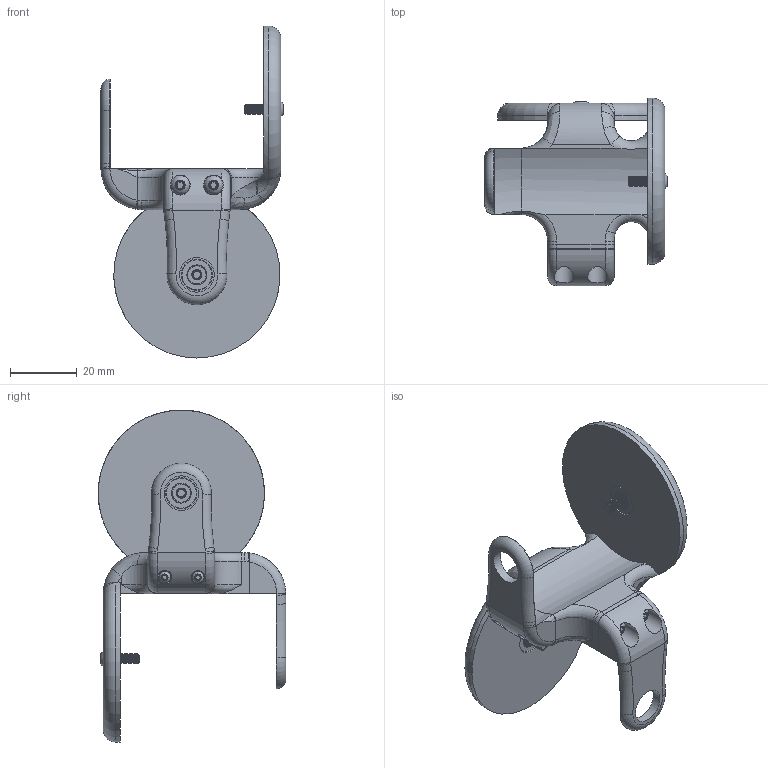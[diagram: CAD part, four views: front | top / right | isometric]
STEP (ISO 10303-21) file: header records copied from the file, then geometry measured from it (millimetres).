
FILE_DESCRIPTION(/* description */ (''),/* implementation_level */ '2;1');
FILE_NAME(/* name */ 'Snodo v5.step',/* time_stamp */ '2020-10-13T14:04:48+02:00',/* author */ (''),/* organization */ (''),/* preprocessor_version */ 'ST-DEVELOPER v18.1',/* originating_system */ 'Autodesk Translation Framework v9.3.0.1241',/* authorisation */ '');
FILE_SCHEMA (('AUTOMOTIVE_DESIGN { 1 0 10303 214 3 1 1 }'));
Length unit declared in the file: millimetre
Products named in the file (3): Snodo; 97763A409; 96452A713
Assembly tree (5 placements, depth 2):
  Snodo
    96452A713  x3
    97763A409  x2
Bounding box: 54.8 x 56.36 x 99.81 mm (x, y, z)
Volume: 35471.7 mm3; surface area: 21638 mm2
Topology: 11 solids, 11 shells, 971 faces, 2629 edges, 1715 vertices
Faces by surface type: cylinder 514, plane 339, bspline 43, cone 42, torus 27, sphere 6
Full cylindrical faces by diameter (mm): 1.48 x50, 1.5 x32, 2 x48, 2.2 x2, 2.3 x3, 2.35 x80, 3 x75, 3.5 x2, 4 x1, 4.2 x1, 4.5 x2, 5.7 x4, 5.75 x2, 6 x2, 6.4 x2, 7.6 x2, 9 x2, 9.4 x2, 10.4 x2
Entity records: 34383 total; most frequent: CARTESIAN_POINT 15417, ORIENTED_EDGE 4162, DIRECTION 3635, EDGE_CURVE 2081, VERTEX_POINT 1361, AXIS2_PLACEMENT_3D 1235, LINE 1165, VECTOR 1165
